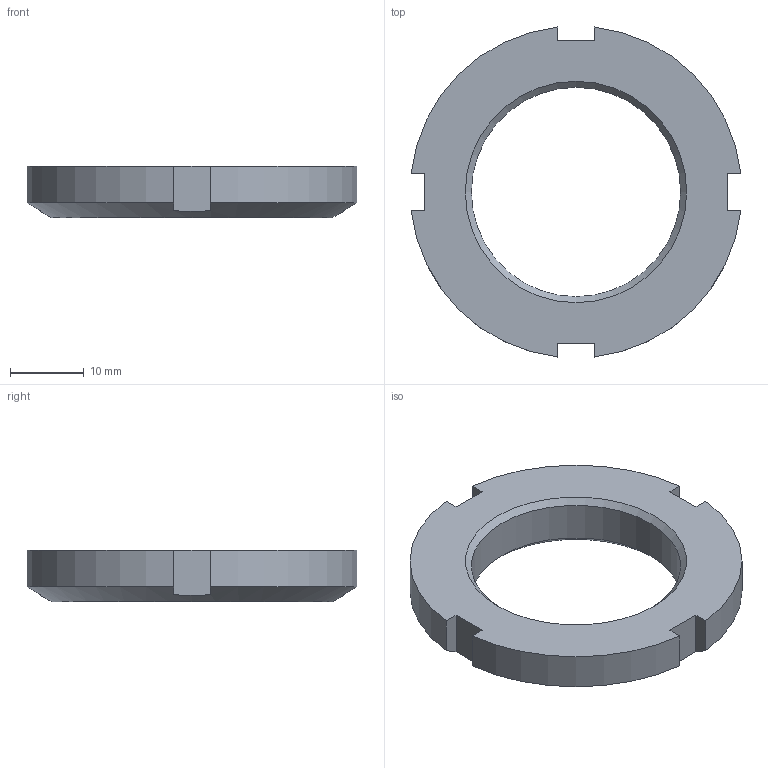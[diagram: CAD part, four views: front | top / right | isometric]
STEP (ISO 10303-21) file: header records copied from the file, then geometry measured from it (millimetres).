
FILE_DESCRIPTION(/* description */ ('STEP AP214'),/* implementation_level */ '2;1');
FILE_NAME(/* name */ 'JLN30',/* time_stamp */ '2024-10-06T16:06:24+02:00',/* author */ ('License CC BY-ND 4.0'),/* organization */ ('CADENAS'),/* preprocessor_version */ 'ST-DEVELOPER v19.3',/* originating_system */ 'PARTsolutions',/* authorisation */ ' ');
FILE_SCHEMA (('AUTOMOTIVE_DESIGN {1 0 10303 214 3 1 1}'));
Length unit declared in the file: millimetre
Products named in the file (1): JLN30
Bounding box: 44.72 x 44.72 x 7 mm (x, y, z)
Volume: 5955.5 mm3; surface area: 3251.6 mm2
Topology: 1 solids, 1 shells, 22 faces, 59 edges, 39 vertices
Faces by surface type: plane 14, cylinder 5, cone 3
Full cylindrical faces by diameter (mm): 28.376 x1
Entity records: 696 total; most frequent: CARTESIAN_POINT 149, ORIENTED_EDGE 106, DIRECTION 100, EDGE_CURVE 53, VERTEX_POINT 37, AXIS2_PLACEMENT_3D 36, LINE 28, VECTOR 28
